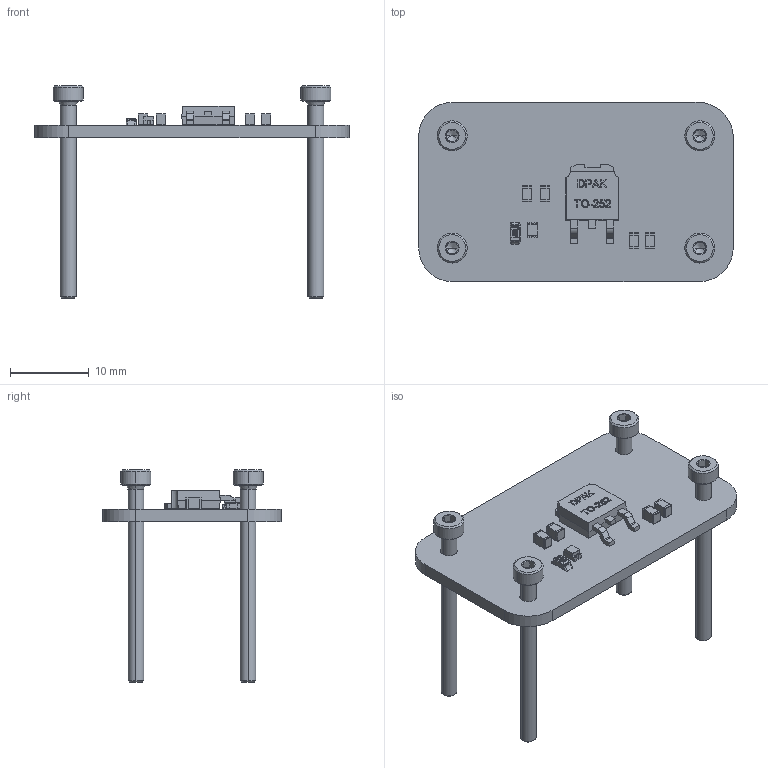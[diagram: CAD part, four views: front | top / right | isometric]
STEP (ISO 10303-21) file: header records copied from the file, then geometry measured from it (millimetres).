
FILE_DESCRIPTION(('Open CASCADE Model'),'2;1');
FILE_NAME('Open CASCADE Shape Model','2022-04-06T12:54:09',('Author'),( 'Open CASCADE'),'Open CASCADE STEP processor 6.8','Open CASCADE 6.8' ,'Unknown');
FILE_SCHEMA(('AUTOMOTIVE_DESIGN { 1 0 10303 214 1 1 1 1 }'));
Products named in the file (1): PCB
Bounding box: 39.9 x 22.73 x 27 mm (x, y, z)
Volume: 1818 mm3; surface area: 3064.3 mm2
Topology: 7 solids, 456 shells, 1054 faces, 3917 edges, 3291 vertices
Faces by surface type: plane 451, bspline 290, cylinder 179, cone 70, sphere 48, torus 16
Full cylindrical faces by diameter (mm): 2.1 x4
Entity records: 54015 total; most frequent: CARTESIAN_POINT 21047, ORIENTED_EDGE 5090, DIRECTION 5058, EDGE_CURVE 3877, VERTEX_POINT 3291, LINE 2184, VECTOR 2184, AXIS2_PLACEMENT_3D 1437
